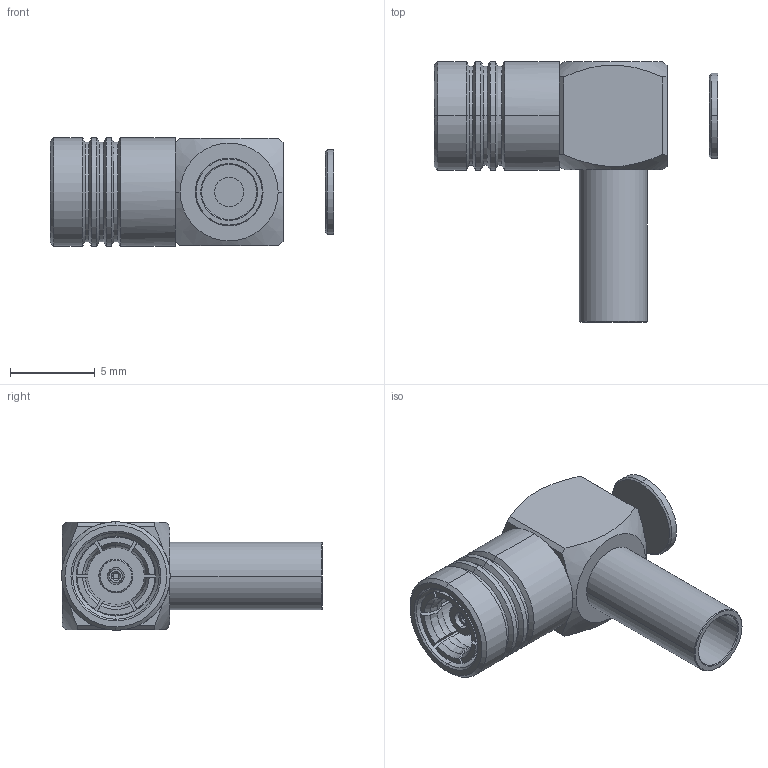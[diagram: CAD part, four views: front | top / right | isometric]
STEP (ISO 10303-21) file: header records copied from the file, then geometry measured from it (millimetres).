
FILE_DESCRIPTION (( 'STEP AP214' ), '1' );
FILE_NAME ('FMCN45874_3D.step', '2023-05-05T19:33:50', ( '' ), ( '' ), 'SwSTEP 2.0', 'SolidWorks 2022', '' );
FILE_SCHEMA (( 'AUTOMOTIVE_DESIGN' ));
Length unit declared in the file: inch
Products named in the file (4): FMCN45874_HOLDING PORTION; FMCN45874_CONNECTOR PORTION; FMCN45874_COVER; FMCN45874_3D
Assembly tree (3 placements, depth 2):
  FMCN45874_3D
    FMCN45874_HOLDING PORTION
    FMCN45874_CONNECTOR PORTION
    FMCN45874_COVER
Bounding box: 16.73 x 15.38 x 6.4 mm (x, y, z)
Volume: 477.4 mm3; surface area: 911.5 mm2
Topology: 3 solids, 3 shells, 182 faces, 430 edges, 267 vertices
Faces by surface type: bspline 114, plane 48, cylinder 10, cone 10
Entity records: 6577 total; most frequent: CARTESIAN_POINT 2888, ORIENTED_EDGE 860, DIRECTION 560, EDGE_CURVE 430, VERTEX_POINT 267, AXIS2_PLACEMENT_3D 204, EDGE_LOOP 195, FACE_OUTER_BOUND 182
